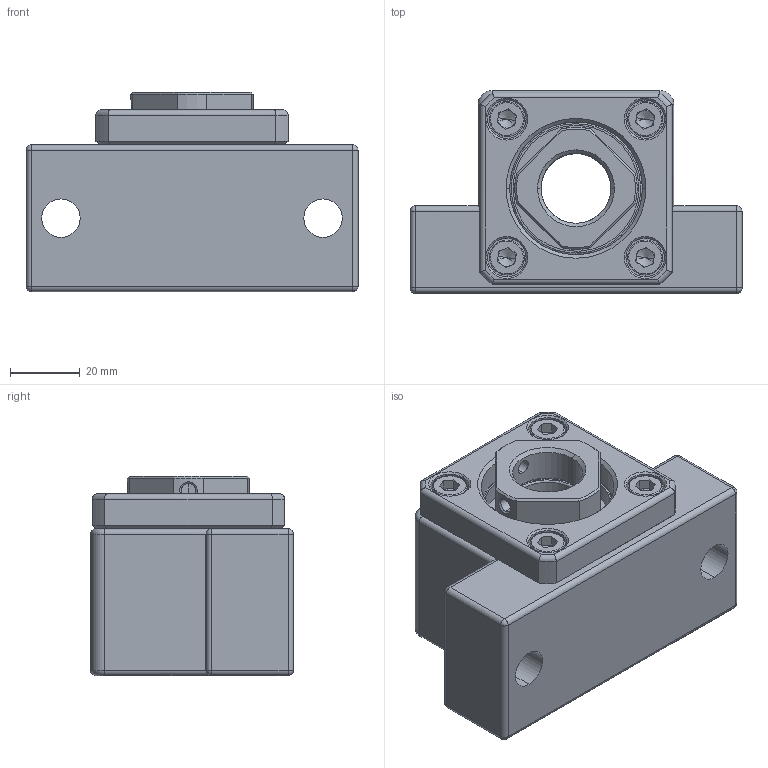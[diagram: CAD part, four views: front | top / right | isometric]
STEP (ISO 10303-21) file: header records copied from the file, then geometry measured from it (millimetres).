
FILE_DESCRIPTION (( 'STEP AP214' ), '1' );
FILE_NAME ('EK20疒玉.STEP', '2018-12-10T05:07:32', ( 'Windows 荤侩磊' ), ( '' ), 'SwSTEP 2.0', 'SolidWorks 2013', '' );
FILE_SCHEMA (( 'AUTOMOTIVE_DESIGN' ));
Length unit declared in the file: millimetre
Products named in the file (8): BK20鎖固螺帽(成_); BK20間隔環; EK20軸承_(銑_); 20軸封; EK20_體(成_); EK20疒玉; M6 x 12螺絲; 7204A軸承 
Assembly tree (13 placements, depth 2):
  EK20疒玉
    EK20_體(成_)
    20軸封  x2
    EK20軸承_(銑_)
    BK20間隔環  x2
    BK20鎖固螺帽(成_)
    7204A軸承   x2
    M6 x 12螺絲  x4
Bounding box: 95 x 58 x 57 mm (x, y, z)
Volume: 161511.4 mm3; surface area: 69732.3 mm2
Topology: 37 solids, 37 shells, 520 faces, 1197 edges, 711 vertices
Faces by surface type: cylinder 155, plane 127, cone 96, torus 70, sphere 52, bspline 20
Entity records: 13404 total; most frequent: CARTESIAN_POINT 5270, DIRECTION 1768, ORIENTED_EDGE 1458, AXIS2_PLACEMENT_3D 748, EDGE_CURVE 729, VERTEX_POINT 436, EDGE_LOOP 401, CIRCLE 389
